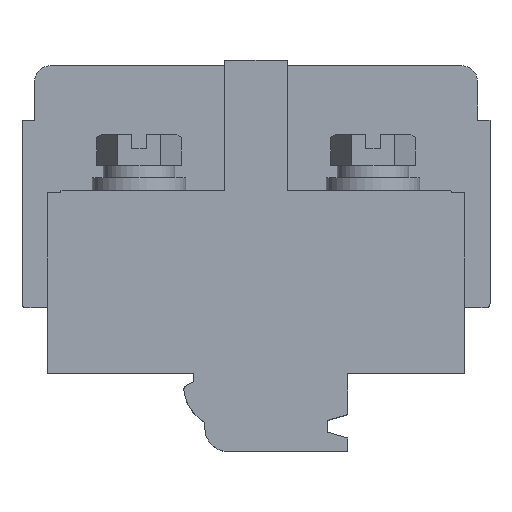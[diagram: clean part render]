
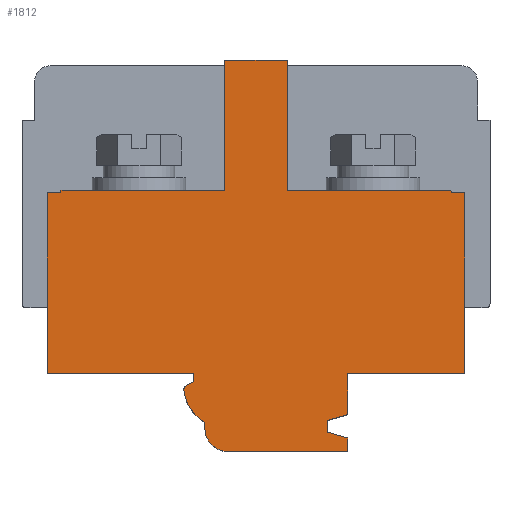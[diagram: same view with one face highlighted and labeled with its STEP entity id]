
A CAD part, top view. The second image highlights one B-rep face of the part: STEP entity #1812.
In plain terms, the highlighted planar face has unit normal (0, 0, 1).
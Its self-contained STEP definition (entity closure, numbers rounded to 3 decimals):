
#189=DIRECTION('',(0.,-1.,0.));
#190=VECTOR('',#189,23.2);
#191=CARTESIAN_POINT('',(-26.75,8.103,10.5));
#192=LINE('',#191,#190);
#231=DIRECTION('',(-1.,0.,0.));
#232=VECTOR('',#231,21.);
#233=CARTESIAN_POINT('',(-4.,8.403,10.5));
#234=LINE('',#233,#232);
#429=DIRECTION('',(-1.,0.,0.));
#430=VECTOR('',#429,8.);
#431=CARTESIAN_POINT('',(4.,25.097,10.5));
#432=LINE('',#431,#430);
#433=DIRECTION('',(0.,-1.,0.));
#434=VECTOR('',#433,0.3);
#435=CARTESIAN_POINT('',(25.,8.403,10.5));
#436=LINE('',#435,#434);
#437=DIRECTION('',(1.,0.,0.));
#438=VECTOR('',#437,1.75);
#439=CARTESIAN_POINT('',(25.,8.103,10.5));
#440=LINE('',#439,#438);
#441=DIRECTION('',(1.,0.,0.));
#442=VECTOR('',#441,15.);
#443=CARTESIAN_POINT('',(11.75,-15.097,10.5));
#444=LINE('',#443,#442);
#445=DIRECTION('',(0.,1.,0.));
#446=VECTOR('',#445,5.25);
#447=CARTESIAN_POINT('',(11.75,-20.347,10.5));
#448=LINE('',#447,#446);
#449=DIRECTION('',(0.961,0.277,0.));
#450=VECTOR('',#449,2.706);
#451=CARTESIAN_POINT('',(9.15,-21.097,10.5));
#452=LINE('',#451,#450);
#453=DIRECTION('',(0.,1.,0.));
#454=VECTOR('',#453,1.5);
#455=CARTESIAN_POINT('',(9.15,-22.597,10.5));
#456=LINE('',#455,#454);
#457=DIRECTION('',(-0.961,0.277,0.));
#458=VECTOR('',#457,2.706);
#459=CARTESIAN_POINT('',(11.75,-23.347,10.5));
#460=LINE('',#459,#458);
#461=DIRECTION('',(0.,1.,0.));
#462=VECTOR('',#461,1.75);
#463=CARTESIAN_POINT('',(11.75,-25.097,10.5));
#464=LINE('',#463,#462);
#465=DIRECTION('',(1.,0.,0.));
#466=VECTOR('',#465,15.3);
#467=CARTESIAN_POINT('',(-3.55,-25.097,10.5));
#468=LINE('',#467,#466);
#469=CARTESIAN_POINT('',(-3.55,-22.097,10.5));
#470=DIRECTION('',(0.,0.,1.));
#471=DIRECTION('',(-1.,0.,0.));
#472=AXIS2_PLACEMENT_3D('',#469,#470,#471);
#474=DIRECTION('',(0.,-1.,0.));
#475=VECTOR('',#474,0.749);
#476=CARTESIAN_POINT('',(-6.55,-21.349,10.5));
#477=LINE('',#476,#475);
#478=CARTESIAN_POINT('',(-3.779,-16.598,10.5));
#479=DIRECTION('',(0.,0.,1.));
#480=DIRECTION('',(-0.994,-0.108,0.));
#481=AXIS2_PLACEMENT_3D('',#478,#479,#480);
#483=CARTESIAN_POINT('',(-8.75,-17.137,10.5));
#484=DIRECTION('',(0.,0.,1.));
#485=DIRECTION('',(-0.5,0.866,0.));
#486=AXIS2_PLACEMENT_3D('',#483,#484,#485);
#488=DIRECTION('',(-0.866,-0.5,0.));
#489=VECTOR('',#488,1.212);
#490=CARTESIAN_POINT('',(-7.95,-16.097,10.5));
#491=LINE('',#490,#489);
#492=DIRECTION('',(0.,-1.,0.));
#493=VECTOR('',#492,1.);
#494=CARTESIAN_POINT('',(-7.95,-15.097,10.5));
#495=LINE('',#494,#493);
#496=DIRECTION('',(1.,0.,0.));
#497=VECTOR('',#496,18.8);
#498=CARTESIAN_POINT('',(-26.75,-15.097,10.5));
#499=LINE('',#498,#497);
#500=DIRECTION('',(-1.,0.,0.));
#501=VECTOR('',#500,1.75);
#502=CARTESIAN_POINT('',(-25.,8.103,10.5));
#503=LINE('',#502,#501);
#504=DIRECTION('',(0.,-1.,0.));
#505=VECTOR('',#504,0.3);
#506=CARTESIAN_POINT('',(-25.,8.403,10.5));
#507=LINE('',#506,#505);
#508=DIRECTION('',(0.,-1.,0.));
#509=VECTOR('',#508,16.695);
#510=CARTESIAN_POINT('',(-4.,25.097,10.5));
#511=LINE('',#510,#509);
#574=DIRECTION('',(0.,1.,0.));
#575=VECTOR('',#574,16.695);
#576=CARTESIAN_POINT('',(4.,8.403,10.5));
#577=LINE('',#576,#575);
#616=DIRECTION('',(-1.,0.,0.));
#617=VECTOR('',#616,21.);
#618=CARTESIAN_POINT('',(25.,8.403,10.5));
#619=LINE('',#618,#617);
#822=DIRECTION('',(0.,1.,0.));
#823=VECTOR('',#822,23.2);
#824=CARTESIAN_POINT('',(26.75,-15.097,10.5));
#825=LINE('',#824,#823);
#986=CARTESIAN_POINT('',(-6.55,-22.097,10.5));
#987=CARTESIAN_POINT('',(-3.55,-25.097,10.5));
#988=VERTEX_POINT('',#986);
#989=VERTEX_POINT('',#987);
#990=CARTESIAN_POINT('',(11.75,-25.097,10.5));
#991=VERTEX_POINT('',#990);
#992=CARTESIAN_POINT('',(11.75,-23.347,10.5));
#993=VERTEX_POINT('',#992);
#994=CARTESIAN_POINT('',(9.15,-22.597,10.5));
#995=VERTEX_POINT('',#994);
#996=CARTESIAN_POINT('',(9.15,-21.097,10.5));
#997=VERTEX_POINT('',#996);
#998=CARTESIAN_POINT('',(11.75,-20.347,10.5));
#999=VERTEX_POINT('',#998);
#1000=CARTESIAN_POINT('',(11.75,-15.097,10.5));
#1001=VERTEX_POINT('',#1000);
#1002=CARTESIAN_POINT('',(26.75,-15.097,10.5));
#1003=VERTEX_POINT('',#1002);
#1004=CARTESIAN_POINT('',(4.,25.097,10.5));
#1005=CARTESIAN_POINT('',(-4.,25.097,10.5));
#1006=VERTEX_POINT('',#1004);
#1007=VERTEX_POINT('',#1005);
#1008=CARTESIAN_POINT('',(-26.75,-15.097,10.5));
#1009=CARTESIAN_POINT('',(-7.95,-15.097,10.5));
#1010=VERTEX_POINT('',#1008);
#1011=VERTEX_POINT('',#1009);
#1012=CARTESIAN_POINT('',(-7.95,-16.097,10.5));
#1013=VERTEX_POINT('',#1012);
#1014=CARTESIAN_POINT('',(-9.,-16.704,10.5));
#1015=VERTEX_POINT('',#1014);
#1016=CARTESIAN_POINT('',(-9.247,-17.191,10.5));
#1017=VERTEX_POINT('',#1016);
#1018=CARTESIAN_POINT('',(-6.55,-21.349,10.5));
#1019=VERTEX_POINT('',#1018);
#1026=CARTESIAN_POINT('',(25.,8.403,10.5));
#1027=CARTESIAN_POINT('',(25.,8.103,10.5));
#1028=VERTEX_POINT('',#1026);
#1029=VERTEX_POINT('',#1027);
#1030=CARTESIAN_POINT('',(26.75,8.103,10.5));
#1031=VERTEX_POINT('',#1030);
#1050=CARTESIAN_POINT('',(4.,8.403,10.5));
#1051=VERTEX_POINT('',#1050);
#1128=CARTESIAN_POINT('',(-4.,8.403,10.5));
#1129=VERTEX_POINT('',#1128);
#1130=CARTESIAN_POINT('',(-25.,8.403,10.5));
#1131=VERTEX_POINT('',#1130);
#1132=CARTESIAN_POINT('',(-25.,8.103,10.5));
#1133=VERTEX_POINT('',#1132);
#1134=CARTESIAN_POINT('',(-26.75,8.103,10.5));
#1135=VERTEX_POINT('',#1134);
#1764=CARTESIAN_POINT('',(0.,0.,10.5));
#1765=DIRECTION('',(0.,0.,1.));
#1766=DIRECTION('',(1.,0.,0.));
#1767=AXIS2_PLACEMENT_3D('',#1764,#1765,#1766);
#1768=PLANE('',#1767);
#1769=ORIENTED_EDGE('',*,*,#1452,.F.);
#1771=ORIENTED_EDGE('',*,*,#1770,.F.);
#1773=ORIENTED_EDGE('',*,*,#1772,.F.);
#1775=ORIENTED_EDGE('',*,*,#1774,.F.);
#1777=ORIENTED_EDGE('',*,*,#1776,.F.);
#1779=ORIENTED_EDGE('',*,*,#1778,.T.);
#1781=ORIENTED_EDGE('',*,*,#1780,.T.);
#1783=ORIENTED_EDGE('',*,*,#1782,.F.);
#1785=ORIENTED_EDGE('',*,*,#1784,.F.);
#1787=ORIENTED_EDGE('',*,*,#1786,.F.);
#1789=ORIENTED_EDGE('',*,*,#1788,.F.);
#1791=ORIENTED_EDGE('',*,*,#1790,.F.);
#1793=ORIENTED_EDGE('',*,*,#1792,.F.);
#1795=ORIENTED_EDGE('',*,*,#1794,.F.);
#1797=ORIENTED_EDGE('',*,*,#1796,.F.);
#1798=ORIENTED_EDGE('',*,*,#1294,.F.);
#1799=ORIENTED_EDGE('',*,*,#1309,.F.);
#1800=ORIENTED_EDGE('',*,*,#1323,.F.);
#1801=ORIENTED_EDGE('',*,*,#1337,.F.);
#1802=ORIENTED_EDGE('',*,*,#1351,.F.);
#1803=ORIENTED_EDGE('',*,*,#1365,.F.);
#1804=ORIENTED_EDGE('',*,*,#1379,.F.);
#1805=ORIENTED_EDGE('',*,*,#1396,.F.);
#1807=ORIENTED_EDGE('',*,*,#1806,.F.);
#1809=ORIENTED_EDGE('',*,*,#1808,.F.);
#1810=EDGE_LOOP('',(#1769,#1771,#1773,#1775,#1777,#1779,#1781,#1783,#1785,#1787,
#1789,#1791,#1793,#1795,#1797,#1798,#1799,#1800,#1801,#1802,#1803,#1804,#1805,
#1807,#1809));
#1811=FACE_OUTER_BOUND('',#1810,.F.);
#473=CIRCLE('',#472,3.);
#482=CIRCLE('',#481,5.5);
#487=CIRCLE('',#486,0.5);
#1294=EDGE_CURVE('',#988,#989,#473,.T.);
#1309=EDGE_CURVE('',#1019,#988,#477,.T.);
#1323=EDGE_CURVE('',#1017,#1019,#482,.T.);
#1337=EDGE_CURVE('',#1015,#1017,#487,.T.);
#1351=EDGE_CURVE('',#1013,#1015,#491,.T.);
#1365=EDGE_CURVE('',#1011,#1013,#495,.T.);
#1379=EDGE_CURVE('',#1010,#1011,#499,.T.);
#1396=EDGE_CURVE('',#1135,#1010,#192,.T.);
#1452=EDGE_CURVE('',#1129,#1131,#234,.T.);
#1770=EDGE_CURVE('',#1007,#1129,#511,.T.);
#1772=EDGE_CURVE('',#1006,#1007,#432,.T.);
#1774=EDGE_CURVE('',#1051,#1006,#577,.T.);
#1776=EDGE_CURVE('',#1028,#1051,#619,.T.);
#1778=EDGE_CURVE('',#1028,#1029,#436,.T.);
#1780=EDGE_CURVE('',#1029,#1031,#440,.T.);
#1782=EDGE_CURVE('',#1003,#1031,#825,.T.);
#1784=EDGE_CURVE('',#1001,#1003,#444,.T.);
#1786=EDGE_CURVE('',#999,#1001,#448,.T.);
#1788=EDGE_CURVE('',#997,#999,#452,.T.);
#1790=EDGE_CURVE('',#995,#997,#456,.T.);
#1792=EDGE_CURVE('',#993,#995,#460,.T.);
#1794=EDGE_CURVE('',#991,#993,#464,.T.);
#1796=EDGE_CURVE('',#989,#991,#468,.T.);
#1806=EDGE_CURVE('',#1133,#1135,#503,.T.);
#1808=EDGE_CURVE('',#1131,#1133,#507,.T.);
#1812=ADVANCED_FACE('',(#1811),#1768,.T.);
